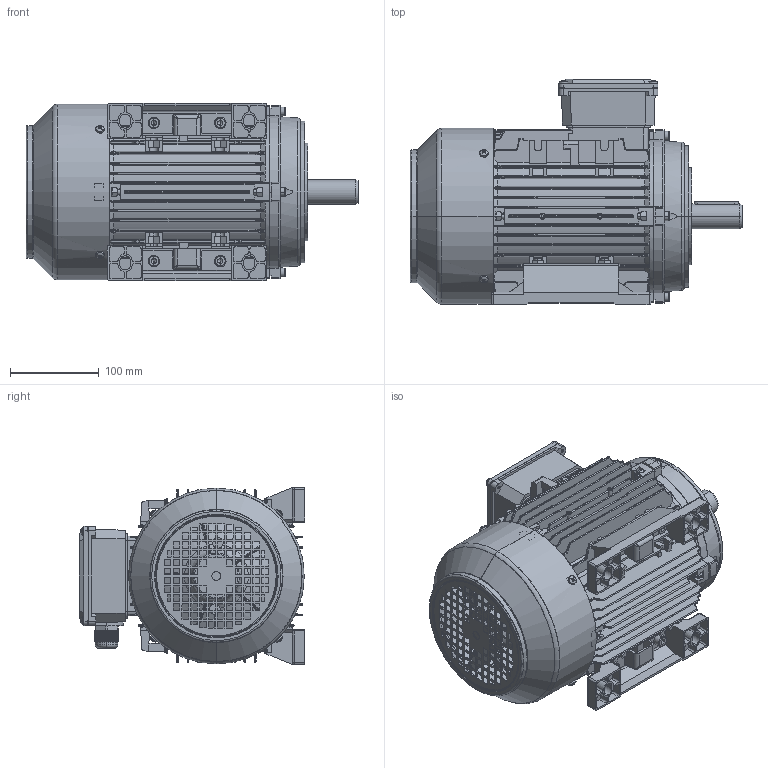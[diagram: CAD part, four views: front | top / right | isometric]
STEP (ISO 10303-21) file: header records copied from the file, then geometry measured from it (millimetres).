
FILE_DESCRIPTION (( 'STEP AP203' ), '1' );
FILE_NAME ('T100 B34(·½).STEP', '2017-06-21T06:08:23', ( 'Users' ), ( 'Microsoft' ), 'SwSTEP 2.0', 'SolidWorks 2008', '' );
FILE_SCHEMA (( 'CONFIG_CONTROL_DESIGN' ));
Length unit declared in the file: millimetre
Products named in the file (17): 100转轴_默认; TA100后端盖_默认; Hexagon socket head cap screws GB_GB_FASTENER_SCREWS_HSHCS M6X30-N; T100底脚_默认; Cross recessed thread forming screws GB_GB_CROSS_SCREWS_TYPE138 M5X12-N; TA100B14法兰1_默认; T100 B34(源); T100机壳_默认; TA100风罩_默认; Plain parallel keys_GB_CONNECTING_PIECE_KEYS_CSK 8X50; y2风叶100#_默认; Hexagon socket head cap screws GB_GB_FASTENER_SCREWS_HSHCS M8X25-N; Hexagon nuts grade C GB_GB_FASTENER_NUT_SNC1 M8-N; Hexagon nuts grade C GB_GB_FASTENER_NUT_SNC1 M6-N; MS132接线盒座_默认; MS132接线盒盖_默认; 80-100出线螺套_默认
Assembly tree (45 placements, depth 2):
  T100 B34(源)
    TA100后端盖_默认
    Hexagon nuts grade C GB_GB_FASTENER_NUT_SNC1 M8-N  x4
    Hexagon socket head cap screws GB_GB_FASTENER_SCREWS_HSHCS M8X25-N  x4
    Cross recessed thread forming screws GB_GB_CROSS_SCREWS_TYPE138 M5X12-N  x8
    Hexagon nuts grade C GB_GB_FASTENER_NUT_SNC1 M6-N  x8
    MS132接线盒盖_默认
    MS132接线盒座_默认
    T100机壳_默认
    100转轴_默认
    y2风叶100#_默认
    Hexagon socket head cap screws GB_GB_FASTENER_SCREWS_HSHCS M6X30-N  x8
    TA100B14法兰1_默认
    TA100风罩_默认
    Plain parallel keys_GB_CONNECTING_PIECE_KEYS_CSK 8X50
    T100底脚_默认  x2
    80-100出线螺套_默认  x2
Bounding box: 375 x 255 x 200 mm (x, y, z)
Volume: 1878074.2 mm3; surface area: 1112571.9 mm2
Topology: 45 solids, 45 shells, 5302 faces, 14144 edges, 8907 vertices
Faces by surface type: plane 2956, cylinder 1211, bspline 595, cone 343, torus 173, sphere 24
Entity records: 154086 total; most frequent: CARTESIAN_POINT 53307, ORIENTED_EDGE 22294, DIRECTION 18024, EDGE_CURVE 11147, VERTEX_POINT 7095, VECTOR 6164, LINE 6164, AXIS2_PLACEMENT_3D 5930
